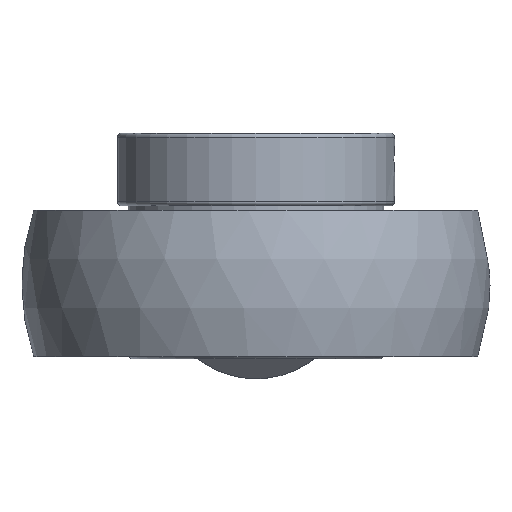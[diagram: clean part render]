
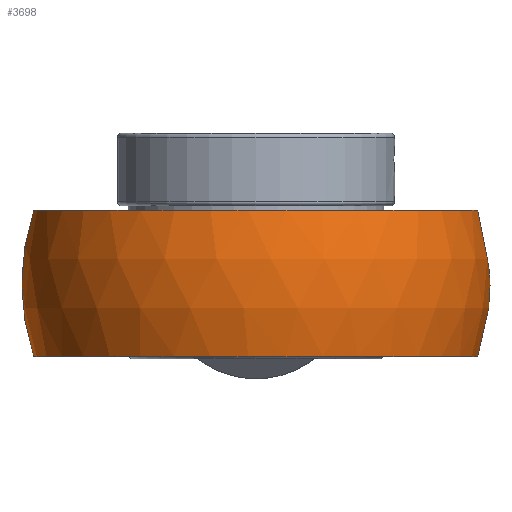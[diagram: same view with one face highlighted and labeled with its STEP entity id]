
A CAD part, front view. The second image highlights one B-rep face of the part: STEP entity #3698.
In plain terms, the highlighted spherical face has radius 59 mm.
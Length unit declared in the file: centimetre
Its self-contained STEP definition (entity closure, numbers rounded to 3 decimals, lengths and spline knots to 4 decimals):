
#3327=CARTESIAN_POINT('',(5.8847,0.3,-0.3));
#3328=VERTEX_POINT('',#3327);
#3335=CARTESIAN_POINT('',(2.3812,5.3898,-0.3));
#3336=VERTEX_POINT('',#3335);
#3337=CARTESIAN_POINT('',(-0.,0.,-0.3));
#3338=DIRECTION('',(-0.,-0.,-1.));
#3339=DIRECTION('',(0.,-1.,0.));
#3340=AXIS2_PLACEMENT_3D('',#3337,#3338,#3339);
#3341=CIRCLE('',#3340,5.8924);
#3342=EDGE_CURVE('',#3336,#3328,#3341,.T.);
#3562=CARTESIAN_POINT('',(5.8847,0.3,0.3));
#3563=VERTEX_POINT('',#3562);
#3570=CARTESIAN_POINT('',(-0.,0.3,0.));
#3571=DIRECTION('',(0.,-1.,-0.));
#3572=DIRECTION('',(0.,-0.,1.));
#3573=AXIS2_PLACEMENT_3D('',#3570,#3571,#3572);
#3574=CIRCLE('',#3573,5.8924);
#3575=EDGE_CURVE('',#3328,#3563,#3574,.T.);
#3624=CARTESIAN_POINT('',(2.3812,5.3898,0.3));
#3625=VERTEX_POINT('',#3624);
#3632=CARTESIAN_POINT('',(0.,0.,0.3));
#3633=DIRECTION('',(0.,-0.,1.));
#3634=DIRECTION('',(0.,1.,0.));
#3635=AXIS2_PLACEMENT_3D('',#3632,#3633,#3634);
#3636=CIRCLE('',#3635,5.8924);
#3637=EDGE_CURVE('',#3563,#3625,#3636,.T.);
#3645=CARTESIAN_POINT('',(0.,0.,0.));
#3646=DIRECTION('',(0.,0.,1.));
#3647=DIRECTION('',(1.,0.,0.));
#3648=AXIS2_PLACEMENT_3D('',#3645,#3646,#3647);
#3649=SPHERICAL_SURFACE('',#3648,5.9);
#3650=CARTESIAN_POINT('',(-5.6025,0.,1.85));
#3651=VERTEX_POINT('',#3650);
#3652=CARTESIAN_POINT('',(-5.6025,0.,-1.85));
#3653=VERTEX_POINT('',#3652);
#3654=CARTESIAN_POINT('',(0.,0.,0.));
#3655=DIRECTION('',(-0.,-1.,0.));
#3656=DIRECTION('',(-1.,0.,0.));
#3657=AXIS2_PLACEMENT_3D('',#3654,#3655,#3656);
#3658=CIRCLE('',#3657,5.9);
#3659=EDGE_CURVE('',#3651,#3653,#3658,.T.);
#3660=ORIENTED_EDGE('',*,*,#3659,.T.);
#3661=CARTESIAN_POINT('',(1.5289,5.3898,-1.85));
#3662=VERTEX_POINT('',#3661);
#3663=CARTESIAN_POINT('',(0.,0.,-1.85));
#3664=DIRECTION('',(-0.,-0.,-1.));
#3665=DIRECTION('',(0.,-1.,0.));
#3666=AXIS2_PLACEMENT_3D('',#3663,#3664,#3665);
#3667=CIRCLE('',#3666,5.6025);
#3668=EDGE_CURVE('',#3662,#3653,#3667,.T.);
#3669=ORIENTED_EDGE('',*,*,#3668,.F.);
#3670=CARTESIAN_POINT('',(0.,5.3898,0.));
#3671=DIRECTION('',(0.,-1.,0.));
#3672=DIRECTION('',(1.,0.,0.));
#3673=AXIS2_PLACEMENT_3D('',#3670,#3671,#3672);
#3674=CIRCLE('',#3673,2.4);
#3675=EDGE_CURVE('',#3662,#3336,#3674,.T.);
#3676=ORIENTED_EDGE('',*,*,#3675,.T.);
#3677=ORIENTED_EDGE('',*,*,#3342,.T.);
#3678=ORIENTED_EDGE('',*,*,#3575,.T.);
#3679=ORIENTED_EDGE('',*,*,#3637,.T.);
#3680=CARTESIAN_POINT('',(1.5289,5.3898,1.85));
#3681=VERTEX_POINT('',#3680);
#3682=CARTESIAN_POINT('',(0.,5.3898,0.));
#3683=DIRECTION('',(0.,-1.,0.));
#3684=DIRECTION('',(1.,0.,0.));
#3685=AXIS2_PLACEMENT_3D('',#3682,#3683,#3684);
#3686=CIRCLE('',#3685,2.4);
#3687=EDGE_CURVE('',#3625,#3681,#3686,.T.);
#3688=ORIENTED_EDGE('',*,*,#3687,.T.);
#3689=CARTESIAN_POINT('',(0.,0.,1.85));
#3690=DIRECTION('',(0.,-0.,1.));
#3691=DIRECTION('',(0.,1.,0.));
#3692=AXIS2_PLACEMENT_3D('',#3689,#3690,#3691);
#3693=CIRCLE('',#3692,5.6025);
#3694=EDGE_CURVE('',#3651,#3681,#3693,.T.);
#3695=ORIENTED_EDGE('',*,*,#3694,.F.);
#3696=EDGE_LOOP('',(#3660,#3669,#3676,#3677,#3678,#3679,#3688,#3695));
#3697=FACE_BOUND('',#3696,.T.);
#3698=ADVANCED_FACE('',(#3697),#3649,.T.);
